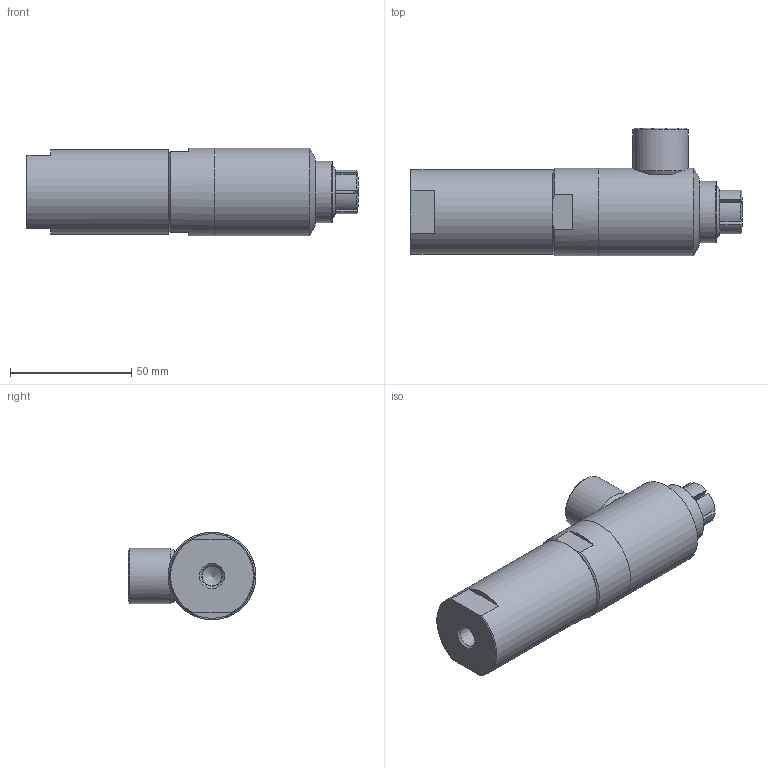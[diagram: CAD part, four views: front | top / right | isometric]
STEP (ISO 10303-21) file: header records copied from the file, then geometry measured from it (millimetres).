
FILE_DESCRIPTION(/* description */ (''),/* implementation_level */ '2;1');
FILE_NAME(/* name */ 'FNP-188065.stp',/* time_stamp */ '2017-09-11T08:03:03-05:00',/* author */ ('scottg'),/* organization */ ('FasTest,Inc.'),/* preprocessor_version */ 'ST-DEVELOPER v16.1',/* originating_system */ 'Autodesk Inventor 2016',/* authorisation */ '');
FILE_SCHEMA (('AUTOMOTIVE_DESIGN { 1 0 10303 214 3 1 1 }'));
Length unit declared in the file: inch
Products named in the file (1): FNP-188065
Bounding box: 136.93 x 52.7 x 36.2 mm (x, y, z)
Volume: 659.2 mm3; surface area: 21866.2 mm2
Topology: 3 solids, 6 shells, 111 faces, 275 edges, 180 vertices
Faces by surface type: plane 57, cone 36, cylinder 13, torus 5
Full cylindrical faces by diameter (mm): 7.95 x1, 7.964 x1, 8.128 x1, 14.961 x1, 15.697 x1, 17.983 x1, 22.86 x1, 25.4 x1, 31.394 x1, 31.852 x1, 34.874 x1, 36.195 x2
Entity records: 3035 total; most frequent: CARTESIAN_POINT 640, DIRECTION 498, ORIENTED_EDGE 464, EDGE_CURVE 229, AXIS2_PLACEMENT_3D 207, VERTEX_POINT 165, EDGE_LOOP 154, FACE_OUTER_BOUND 111
